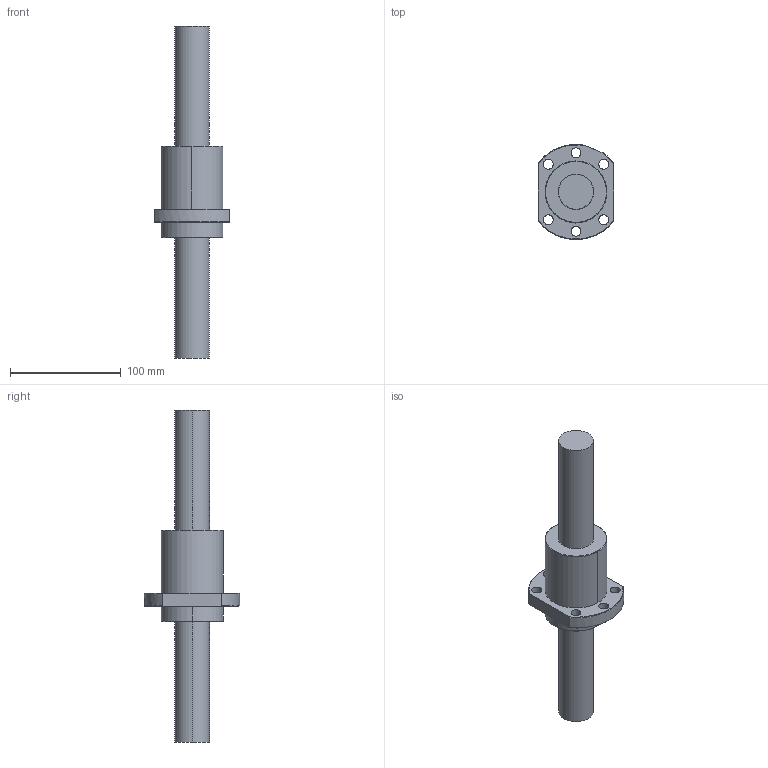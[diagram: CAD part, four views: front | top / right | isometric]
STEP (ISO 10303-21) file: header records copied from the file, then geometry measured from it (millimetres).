
FILE_DESCRIPTION (( 'STEP AP203' ), '1' );
FILE_NAME ('SDH3220.STEP', '2014-07-02T04:07:12', ( 'woni' ), ( '' ), 'SwSTEP 2.0', 'SolidWorks 2013', '' );
FILE_SCHEMA (( 'CONFIG_CONTROL_DESIGN' ));
Length unit declared in the file: millimetre
Products named in the file (3): RM3220; SDH3220
Assembly tree (2 placements, depth 2):
  SDH3220
    RM3220
    SDH3220
Bounding box: 68 x 85.94 x 300 mm (x, y, z)
Volume: 400204 mm3; surface area: 65430.2 mm2
Topology: 2 solids, 2 shells, 48 faces, 120 edges, 78 vertices
Faces by surface type: cylinder 27, cone 12, plane 9
Entity records: 1961 total; most frequent: CARTESIAN_POINT 461, DIRECTION 264, ORIENTED_EDGE 240, EDGE_CURVE 120, AXIS2_PLACEMENT_3D 111, VERTEX_POINT 78, EDGE_LOOP 66, CIRCLE 58
